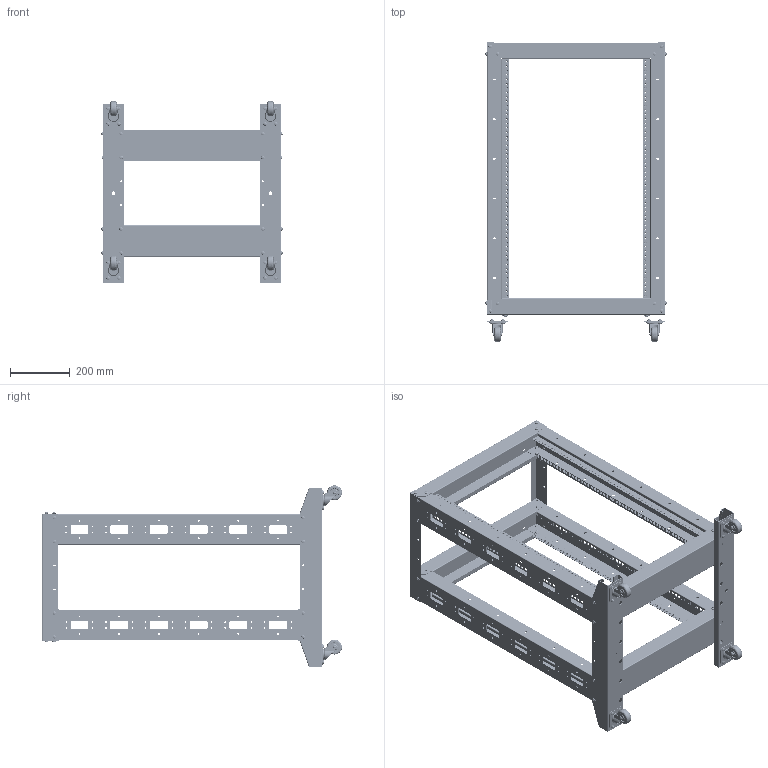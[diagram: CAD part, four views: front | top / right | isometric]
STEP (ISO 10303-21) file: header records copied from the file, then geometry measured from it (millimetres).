
FILE_DESCRIPTION (( 'STEP AP214' ), '1' );
FILE_NAME ('00406968_3D.STEP', '2022-02-28T18:03:29', ( '' ), ( '' ), 'SwSTEP 2.0', 'SolidWorks 2021', '' );
FILE_SCHEMA (( 'AUTOMOTIVE_DESIGN' ));
Length unit declared in the file: inch
Products named in the file (14): Copy of AA^Copy of ASM0001_ASM_00406968; Copy of 42UKUANG_ASM^00406968; Copy of HLZJ^Copy of 42UKUANG_ASM_00406968; Copy of GB_T6177_1M6^00406968; Copy of 986^00406968; Copy of ASM0001_ASM^00406968; Copy of DI^Copy of DIZUO_ASM_00406968; Copy of GB_T6177_1M6^Copy of LL_ASM_00406968; 00406968_3D; Copy of M6_16^Copy of LL_ASM_00406968; Copy of ZZ^Copy of 42UKUANG_ASM_00406968; Copy of HHL^Copy of ASM0001_ASM_00406968; Copy of LL_ASM^00406968; Copy of DIZUO_ASM^00406968
Assembly tree (90 placements, depth 3):
  00406968_3D
    Copy of DIZUO_ASM^00406968  x2
      Copy of DI^Copy of DIZUO_ASM_00406968
    Copy of 42UKUANG_ASM^00406968  x2
      Copy of ZZ^Copy of 42UKUANG_ASM_00406968
      Copy of HLZJ^Copy of 42UKUANG_ASM_00406968
    Copy of 986^00406968  x2
    Copy of ASM0001_ASM^00406968  x4
      Copy of HHL^Copy of ASM0001_ASM_00406968
      Copy of AA^Copy of ASM0001_ASM_00406968
    Copy of LL_ASM^00406968  x52
      Copy of M6_16^Copy of LL_ASM_00406968
      Copy of GB_T6177_1M6^Copy of LL_ASM_00406968
    Copy of GB_T6177_1M6^00406968  x16
Bounding box: 608.38 x 1006.7 x 608.47 mm (x, y, z)
Volume: 3210961.9 mm3; surface area: 3577132.4 mm2
Topology: 152 solids, 152 shells, 11934 faces, 37286 edges, 26184 vertices
Faces by surface type: cylinder 5018, plane 3608, bspline 2004, cone 1296, torus 8
Entity records: 73107 total; most frequent: CARTESIAN_POINT 30724, ORIENTED_EDGE 9224, DIRECTION 8191, EDGE_CURVE 4612, VERTEX_POINT 3175, AXIS2_PLACEMENT_3D 3129, EDGE_LOOP 2067, LINE 1933
